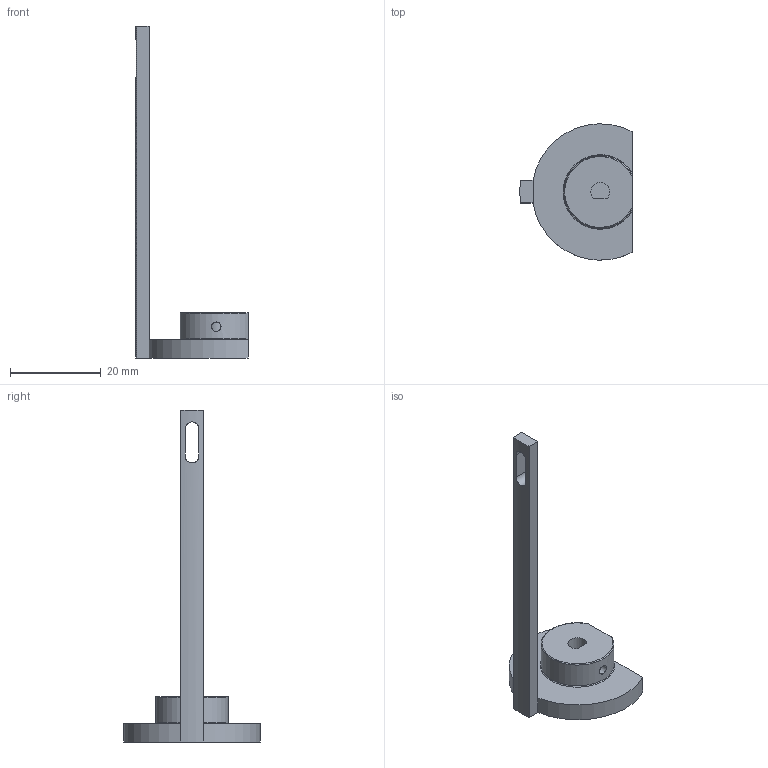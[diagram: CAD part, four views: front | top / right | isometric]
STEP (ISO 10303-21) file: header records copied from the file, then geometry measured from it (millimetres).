
FILE_DESCRIPTION(/* description */ (''),/* implementation_level */ '2;1');
FILE_NAME(/* name */ '',/* time_stamp */ '2022-10-21T18:57:37+08:00',/* author */ (''),/* organization */ (''),/* preprocessor_version */ 'ST-DEVELOPER v19.2',/* originating_system */ 'Autodesk Translation Framework v11.17.0.187',/* authorisation */ '');
FILE_SCHEMA (('AUTOMOTIVE_DESIGN { 1 0 10303 214 3 1 1 }'));
Length unit declared in the file: millimetre
Products named in the file (2): 连接件; Spur Gear (24 teeth)
Assembly tree (1 placements, depth 2):
  连接件
    Spur Gear (24 teeth)
Bounding box: 24.67 x 29.99 x 73 mm (x, y, z)
Volume: 4253.4 mm3; surface area: 3012.5 mm2
Topology: 1 solids, 1 shells, 27 faces, 61 edges, 40 vertices
Faces by surface type: plane 14, cylinder 11, torus 2
Full cylindrical faces by diameter (mm): 1.271 x2, 2.075 x1
Entity records: 949 total; most frequent: CARTESIAN_POINT 275, DIRECTION 131, ORIENTED_EDGE 122, EDGE_CURVE 61, AXIS2_PLACEMENT_3D 48, VERTEX_POINT 40, LINE 35, VECTOR 35
